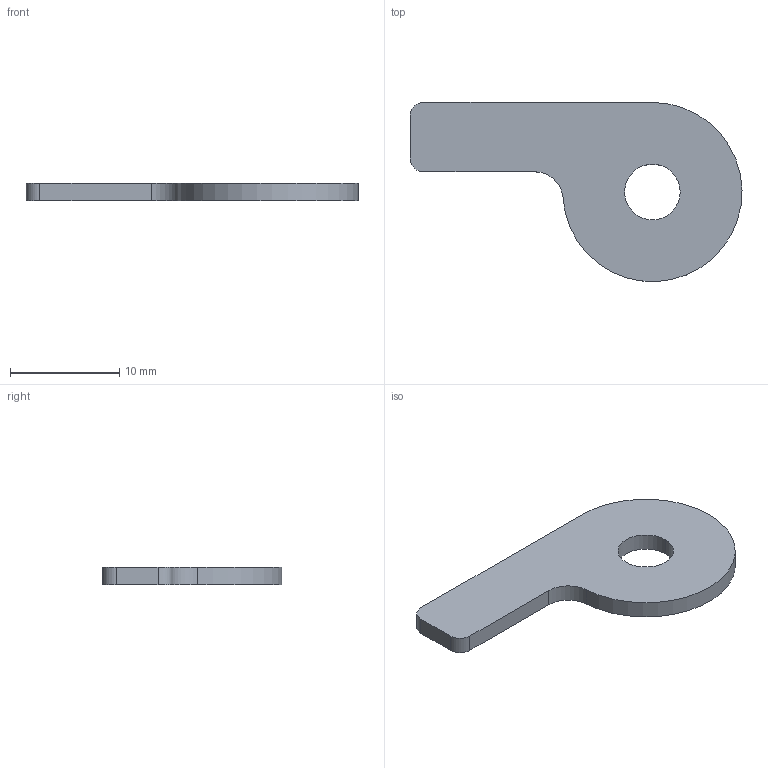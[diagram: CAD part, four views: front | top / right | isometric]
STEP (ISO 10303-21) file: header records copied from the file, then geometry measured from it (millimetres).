
FILE_DESCRIPTION (( 'STEP AP214' ), '1' );
FILE_NAME ('Radar Altimeter OFF Flag.STEP', '2021-03-18T23:27:07', ( '' ), ( '' ), 'SwSTEP 2.0', 'SolidWorks 2019', '' );
FILE_SCHEMA (( 'AUTOMOTIVE_DESIGN' ));
Length unit declared in the file: inch
Products named in the file (1): Radar Altimeter OFF Flag
Bounding box: 30.35 x 16.38 x 1.59 mm (x, y, z)
Volume: 465.7 mm3; surface area: 746 mm2
Topology: 1 solids, 1 shells, 54 faces, 144 edges, 96 vertices
Faces by surface type: plane 31, bspline 17, cylinder 6
Entity records: 3044 total; most frequent: CARTESIAN_POINT 1208, ORIENTED_EDGE 288, DIRECTION 198, EDGE_CURVE 144, LINE 98, VECTOR 98, VERTEX_POINT 96, EDGE_LOOP 60
